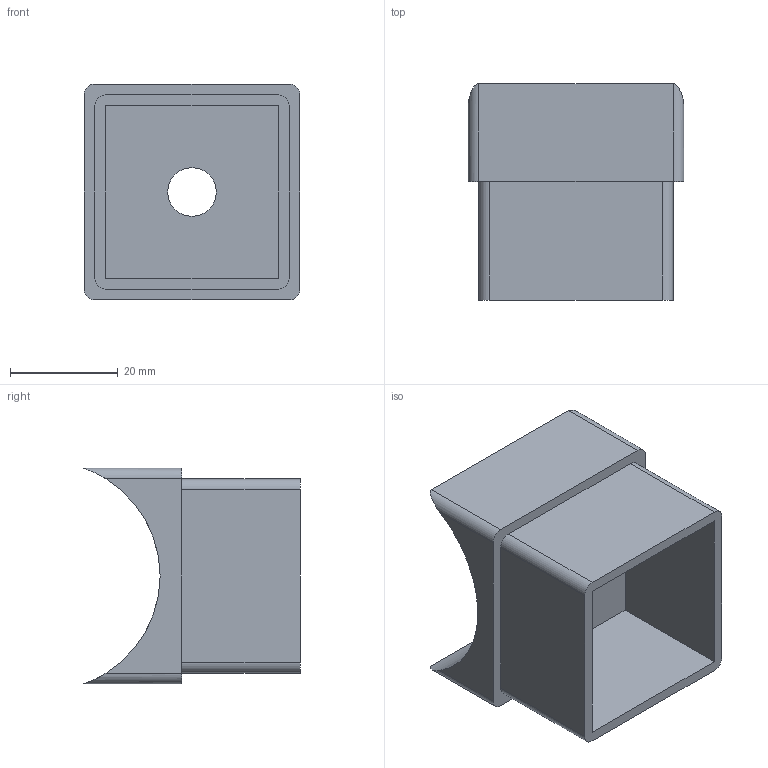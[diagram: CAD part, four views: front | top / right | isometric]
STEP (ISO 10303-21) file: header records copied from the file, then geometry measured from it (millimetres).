
FILE_DESCRIPTION(/* description */ (''),/* implementation_level */ '2;1');
FILE_NAME(/* name */ '43046.ipt.step',/* time_stamp */ '2022-07-18T12:51:49+02:00',/* author */ ('Abt. Technik'),/* organization */ (''),/* preprocessor_version */ 'ST-DEVELOPER v18.1',/* originating_system */ 'Autodesk Inventor 2022',/* authorisation */ '');
FILE_SCHEMA (('AUTOMOTIVE_DESIGN { 1 0 10303 214 3 1 1 }'));
Length unit declared in the file: millimetre
Products named in the file (1): 43046
Bounding box: 40 x 40.17 x 40 mm (x, y, z)
Volume: 13920.3 mm3; surface area: 12260.2 mm2
Topology: 1 solids, 1 shells, 30 faces, 75 edges, 50 vertices
Faces by surface type: plane 20, cylinder 10
Full cylindrical faces by diameter (mm): 9 x1
Entity records: 980 total; most frequent: CARTESIAN_POINT 200, DIRECTION 151, ORIENTED_EDGE 150, EDGE_CURVE 75, LINE 53, VECTOR 53, VERTEX_POINT 50, AXIS2_PLACEMENT_3D 49
